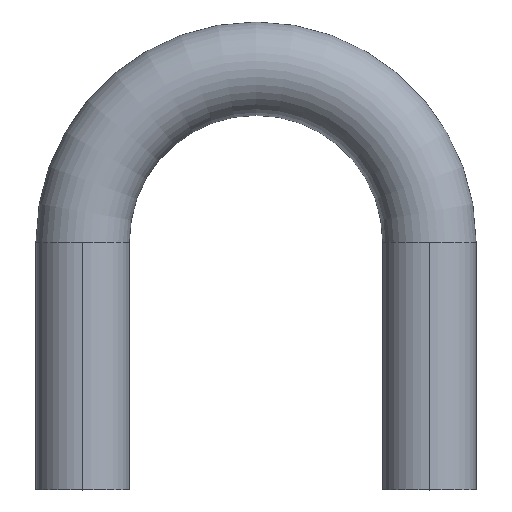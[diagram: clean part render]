
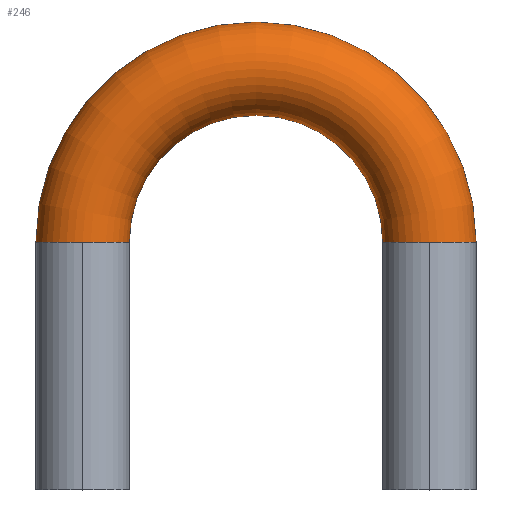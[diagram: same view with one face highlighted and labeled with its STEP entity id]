
A CAD part, top view. The second image highlights one B-rep face of the part: STEP entity #246.
In plain terms, the highlighted toroidal (fillet/blend) face has major radius 70 mm and minor radius 18.85 mm.
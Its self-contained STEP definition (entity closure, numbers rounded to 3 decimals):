
#9 = DIRECTION ( 'NONE',  ( -1., 0., 0. ) ) ;
#15 = CIRCLE ( 'NONE', #109, 18.85 ) ;
#22 = VERTEX_POINT ( 'NONE', #387 ) ;
#39 = DIRECTION ( 'NONE',  ( -1., 0., 0. ) ) ;
#47 = VERTEX_POINT ( 'NONE', #427 ) ;
#64 = DIRECTION ( 'NONE',  ( 0., 0., 1. ) ) ;
#70 = CARTESIAN_POINT ( 'NONE',  ( 85., 100., 0. ) ) ;
#71 = ORIENTED_EDGE ( 'NONE', *, *, #223, .F. ) ;
#74 = VERTEX_POINT ( 'NONE', #358 ) ;
#84 = EDGE_CURVE ( 'NONE', #213, #516, #111, .T. ) ;
#90 = ORIENTED_EDGE ( 'NONE', *, *, #321, .F. ) ;
#91 = CARTESIAN_POINT ( 'NONE',  ( 155., 100., 0. ) ) ;
#92 = ORIENTED_EDGE ( 'NONE', *, *, #332, .T. ) ;
#97 = DIRECTION ( 'NONE',  ( 0., 1., 0. ) ) ;
#109 = AXIS2_PLACEMENT_3D ( 'NONE', #385, #460, #330 ) ;
#111 = CIRCLE ( 'NONE', #251, 18.85 ) ;
#113 = EDGE_LOOP ( 'NONE', ( #379, #90, #71, #92, #147, #519 ) ) ;
#119 = DIRECTION ( 'NONE',  ( -1., 0., 0. ) ) ;
#124 = CARTESIAN_POINT ( 'NONE',  ( 85., 100., 0. ) ) ;
#147 = ORIENTED_EDGE ( 'NONE', *, *, #84, .T. ) ;
#169 = DIRECTION ( 'NONE',  ( 0., 0., -1. ) ) ;
#179 = CIRCLE ( 'NONE', #518, 18.85 ) ;
#192 = CARTESIAN_POINT ( 'NONE',  ( 15., 100., 0. ) ) ;
#196 = CARTESIAN_POINT ( 'NONE',  ( 136.15, 100., 0. ) ) ;
#204 = CIRCLE ( 'NONE', #394, 51.15 ) ;
#205 = CARTESIAN_POINT ( 'NONE',  ( 85., 100., 0. ) ) ;
#213 = VERTEX_POINT ( 'NONE', #196 ) ;
#223 = EDGE_CURVE ( 'NONE', #47, #74, #318, .T. ) ;
#246 = ADVANCED_FACE ( 'NONE', ( #322 ), #505, .T. ) ;
#251 = AXIS2_PLACEMENT_3D ( 'NONE', #475, #97, #470 ) ;
#267 = CIRCLE ( 'NONE', #362, 88.85 ) ;
#282 = DIRECTION ( 'NONE',  ( 0., 0., -1. ) ) ;
#296 = CARTESIAN_POINT ( 'NONE',  ( 155., 100., 18.85 ) ) ;
#302 = EDGE_CURVE ( 'NONE', #516, #22, #179, .T. ) ;
#317 = AXIS2_PLACEMENT_3D ( 'NONE', #70, #483, #119 ) ;
#318 = CIRCLE ( 'NONE', #403, 18.85 ) ;
#321 = EDGE_CURVE ( 'NONE', #74, #525, #15, .T. ) ;
#322 = FACE_OUTER_BOUND ( 'NONE', #113, .T. ) ;
#330 = DIRECTION ( 'NONE',  ( 0., 0., 1. ) ) ;
#332 = EDGE_CURVE ( 'NONE', #47, #213, #204, .T. ) ;
#333 = DIRECTION ( 'NONE',  ( -1., 0., 0. ) ) ;
#355 = CARTESIAN_POINT ( 'NONE',  ( -3.85, 100., 0. ) ) ;
#358 = CARTESIAN_POINT ( 'NONE',  ( 15., 100., 18.85 ) ) ;
#362 = AXIS2_PLACEMENT_3D ( 'NONE', #205, #169, #333 ) ;
#379 = ORIENTED_EDGE ( 'NONE', *, *, #408, .F. ) ;
#385 = CARTESIAN_POINT ( 'NONE',  ( 15., 100., 0. ) ) ;
#387 = CARTESIAN_POINT ( 'NONE',  ( 173.85, 100., 0. ) ) ;
#394 = AXIS2_PLACEMENT_3D ( 'NONE', #124, #282, #9 ) ;
#403 = AXIS2_PLACEMENT_3D ( 'NONE', #192, #438, #64 ) ;
#408 = EDGE_CURVE ( 'NONE', #525, #22, #267, .T. ) ;
#427 = CARTESIAN_POINT ( 'NONE',  ( 33.85, 100., 0. ) ) ;
#438 = DIRECTION ( 'NONE',  ( 0., -1., 0. ) ) ;
#460 = DIRECTION ( 'NONE',  ( 0., -1., 0. ) ) ;
#470 = DIRECTION ( 'NONE',  ( -1., 0., 0. ) ) ;
#475 = CARTESIAN_POINT ( 'NONE',  ( 155., 100., 0. ) ) ;
#483 = DIRECTION ( 'NONE',  ( 0., 0., -1. ) ) ;
#492 = DIRECTION ( 'NONE',  ( 0., 1., 0. ) ) ;
#505 = TOROIDAL_SURFACE ( 'NONE', #317, 70., 18.85 ) ;
#516 = VERTEX_POINT ( 'NONE', #296 ) ;
#518 = AXIS2_PLACEMENT_3D ( 'NONE', #91, #492, #39 ) ;
#519 = ORIENTED_EDGE ( 'NONE', *, *, #302, .T. ) ;
#525 = VERTEX_POINT ( 'NONE', #355 ) ;
